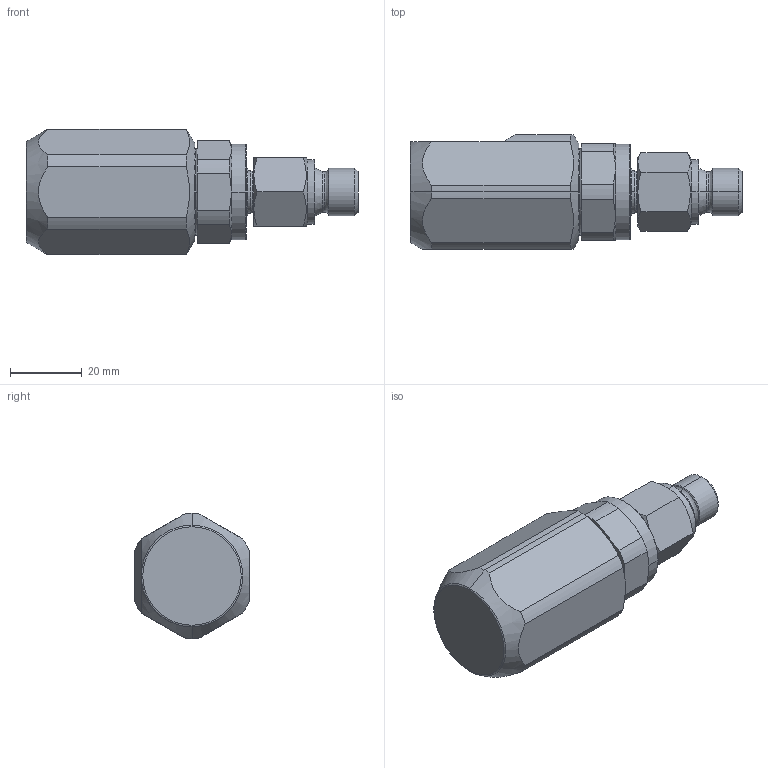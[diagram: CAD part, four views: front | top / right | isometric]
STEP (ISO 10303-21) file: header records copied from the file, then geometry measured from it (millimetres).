
FILE_DESCRIPTION (( 'STEP AP214' ), '1' );
FILE_NAME ('2KRAW13IW1390.STEP', '2007-11-01T09:37:55', ( 'installatör' ), ( 'Tema Ingenjörsfirma AB' ), 'SwSTEP 2.0', 'SolidWorks 2007', '' );
FILE_SCHEMA (( 'AUTOMOTIVE_DESIGN' ));
Length unit declared in the file: millimetre
Products named in the file (1): 2KRAW13IW1390
Bounding box: 92.5 x 32 x 35 mm (x, y, z)
Volume: 52096.1 mm3; surface area: 11476.8 mm2
Topology: 1 solids, 1 shells, 129 faces, 296 edges, 180 vertices
Faces by surface type: cone 45, cylinder 39, plane 35, torus 10
Entity records: 4028 total; most frequent: CARTESIAN_POINT 1090, DIRECTION 641, ORIENTED_EDGE 588, EDGE_CURVE 294, AXIS2_PLACEMENT_3D 267, VERTEX_POINT 180, EDGE_LOOP 142, CIRCLE 137
